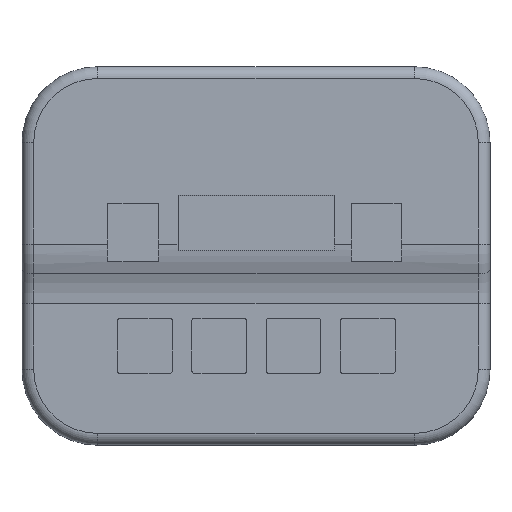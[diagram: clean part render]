
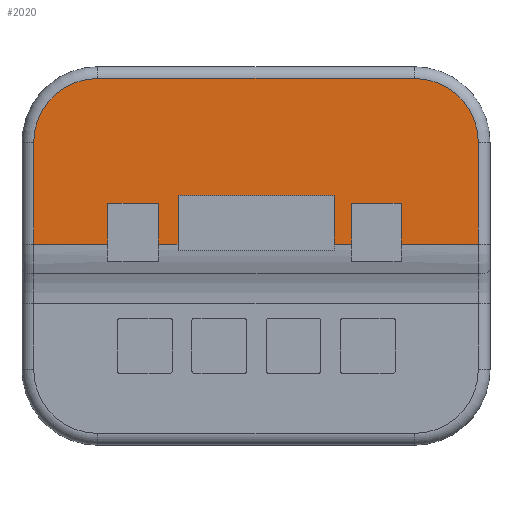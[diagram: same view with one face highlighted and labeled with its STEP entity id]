
A CAD part, top view. The second image highlights one B-rep face of the part: STEP entity #2020.
In plain terms, the highlighted planar face has unit normal (0, 0, 1).
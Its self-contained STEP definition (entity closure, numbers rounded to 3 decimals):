
#42=CARTESIAN_POINT('',(87.2,52.,16.));
#43=VERTEX_POINT('',#42);
#50=CARTESIAN_POINT('',(74.5,52.,16.));
#51=VERTEX_POINT('',#50);
#52=CARTESIAN_POINT('',(74.5,52.,16.));
#53=DIRECTION('',(1.,0.,-0.));
#54=VECTOR('',#53,12.7);
#55=LINE('',#52,#54);
#56=EDGE_CURVE('',#51,#43,#55,.T.);
#82=CARTESIAN_POINT('',(87.2,41.536,16.));
#83=VERTEX_POINT('',#82);
#91=CARTESIAN_POINT('',(87.2,52.,16.));
#92=DIRECTION('',(0.,-1.,0.));
#93=VECTOR('',#92,10.464);
#94=LINE('',#91,#93);
#95=EDGE_CURVE('',#43,#83,#94,.T.);
#855=CARTESIAN_POINT('',(70.,54.,16.));
#856=VERTEX_POINT('',#855);
#863=CARTESIAN_POINT('',(30.,54.,16.));
#864=VERTEX_POINT('',#863);
#865=CARTESIAN_POINT('',(30.,54.,16.));
#866=DIRECTION('',(1.,0.,-0.));
#867=VECTOR('',#866,40.);
#868=LINE('',#865,#867);
#869=EDGE_CURVE('',#864,#856,#868,.T.);
#895=CARTESIAN_POINT('',(70.,41.536,16.));
#896=VERTEX_POINT('',#895);
#904=CARTESIAN_POINT('',(70.,54.,16.));
#905=DIRECTION('',(0.,-1.,0.));
#906=VECTOR('',#905,12.464);
#907=LINE('',#904,#906);
#908=EDGE_CURVE('',#856,#896,#907,.T.);
#1200=CARTESIAN_POINT('',(25.,52.,16.));
#1201=VERTEX_POINT('',#1200);
#1208=CARTESIAN_POINT('',(12.,52.,16.));
#1209=VERTEX_POINT('',#1208);
#1210=CARTESIAN_POINT('',(12.,52.,16.));
#1211=DIRECTION('',(1.,0.,-0.));
#1212=VECTOR('',#1211,13.);
#1213=LINE('',#1210,#1212);
#1214=EDGE_CURVE('',#1209,#1201,#1213,.T.);
#1240=CARTESIAN_POINT('',(25.,41.536,16.));
#1241=VERTEX_POINT('',#1240);
#1249=CARTESIAN_POINT('',(25.,52.,16.));
#1250=DIRECTION('',(0.,-1.,0.));
#1251=VECTOR('',#1250,10.464);
#1252=LINE('',#1249,#1251);
#1253=EDGE_CURVE('',#1201,#1241,#1252,.T.);
#1555=CARTESIAN_POINT('',(30.,41.536,16.));
#1556=VERTEX_POINT('',#1555);
#1557=CARTESIAN_POINT('',(30.,41.536,16.));
#1558=DIRECTION('',(0.,1.,0.));
#1559=VECTOR('',#1558,12.464);
#1560=LINE('',#1557,#1559);
#1561=EDGE_CURVE('',#1556,#864,#1560,.T.);
#1608=CARTESIAN_POINT('',(12.,41.536,16.));
#1609=VERTEX_POINT('',#1608);
#1610=CARTESIAN_POINT('',(12.,41.536,16.));
#1611=DIRECTION('',(0.,1.,0.));
#1612=VECTOR('',#1611,10.464);
#1613=LINE('',#1610,#1612);
#1614=EDGE_CURVE('',#1609,#1209,#1613,.T.);
#1639=CARTESIAN_POINT('',(74.5,41.536,16.));
#1640=VERTEX_POINT('',#1639);
#1641=CARTESIAN_POINT('',(74.5,41.536,16.));
#1642=DIRECTION('',(0.,1.,0.));
#1643=VECTOR('',#1642,10.464);
#1644=LINE('',#1641,#1643);
#1645=EDGE_CURVE('',#1640,#51,#1644,.T.);
#1936=CARTESIAN_POINT('',(0.,0.,16.));
#1937=DIRECTION('',(0.,0.,1.));
#1938=DIRECTION('',(1.,0.,0.));
#1939=AXIS2_PLACEMENT_3D('',#1936,#1937,#1938);
#1940=PLANE('',#1939);
#1941=CARTESIAN_POINT('',(107.,41.536,16.));
#1942=VERTEX_POINT('',#1941);
#1943=CARTESIAN_POINT('',(87.2,41.536,16.));
#1944=DIRECTION('',(1.,-0.,-0.));
#1945=VECTOR('',#1944,19.8);
#1946=LINE('',#1943,#1945);
#1947=EDGE_CURVE('',#83,#1942,#1946,.T.);
#1948=ORIENTED_EDGE('',*,*,#1947,.T.);
#1949=CARTESIAN_POINT('',(107.,67.58,16.));
#1950=VERTEX_POINT('',#1949);
#1951=CARTESIAN_POINT('',(107.,41.536,16.));
#1952=DIRECTION('',(0.,1.,0.));
#1953=VECTOR('',#1952,26.044);
#1954=LINE('',#1951,#1953);
#1955=EDGE_CURVE('',#1942,#1950,#1954,.T.);
#1956=ORIENTED_EDGE('',*,*,#1955,.T.);
#1957=CARTESIAN_POINT('',(90.58,84.,16.));
#1958=VERTEX_POINT('',#1957);
#1959=CARTESIAN_POINT('',(90.58,67.58,16.));
#1960=DIRECTION('',(0.,0.,1.));
#1961=DIRECTION('',(1.,0.,-0.));
#1962=AXIS2_PLACEMENT_3D('',#1959,#1960,#1961);
#1963=CIRCLE('',#1962,16.42);
#1964=EDGE_CURVE('',#1950,#1958,#1963,.T.);
#1965=ORIENTED_EDGE('',*,*,#1964,.T.);
#1966=CARTESIAN_POINT('',(9.42,84.,16.));
#1967=VERTEX_POINT('',#1966);
#1968=CARTESIAN_POINT('',(90.58,84.,16.));
#1969=DIRECTION('',(-1.,0.,0.));
#1970=VECTOR('',#1969,81.16);
#1971=LINE('',#1968,#1970);
#1972=EDGE_CURVE('',#1958,#1967,#1971,.T.);
#1973=ORIENTED_EDGE('',*,*,#1972,.T.);
#1974=CARTESIAN_POINT('',(-7.,67.58,16.));
#1975=VERTEX_POINT('',#1974);
#1976=CARTESIAN_POINT('',(9.42,67.58,16.));
#1977=DIRECTION('',(0.,0.,1.));
#1978=DIRECTION('',(1.,0.,-0.));
#1979=AXIS2_PLACEMENT_3D('',#1976,#1977,#1978);
#1980=CIRCLE('',#1979,16.42);
#1981=EDGE_CURVE('',#1967,#1975,#1980,.T.);
#1982=ORIENTED_EDGE('',*,*,#1981,.T.);
#1983=CARTESIAN_POINT('',(-7.,41.536,16.));
#1984=VERTEX_POINT('',#1983);
#1985=CARTESIAN_POINT('',(-7.,67.58,16.));
#1986=DIRECTION('',(0.,-1.,0.));
#1987=VECTOR('',#1986,26.044);
#1988=LINE('',#1985,#1987);
#1989=EDGE_CURVE('',#1975,#1984,#1988,.T.);
#1990=ORIENTED_EDGE('',*,*,#1989,.T.);
#1991=CARTESIAN_POINT('',(-7.,41.536,16.));
#1992=DIRECTION('',(1.,-0.,-0.));
#1993=VECTOR('',#1992,19.);
#1994=LINE('',#1991,#1993);
#1995=EDGE_CURVE('',#1984,#1609,#1994,.T.);
#1996=ORIENTED_EDGE('',*,*,#1995,.T.);
#1997=ORIENTED_EDGE('',*,*,#1614,.T.);
#1998=ORIENTED_EDGE('',*,*,#1214,.T.);
#1999=ORIENTED_EDGE('',*,*,#1253,.T.);
#2000=CARTESIAN_POINT('',(25.,41.536,16.));
#2001=DIRECTION('',(1.,-0.,-0.));
#2002=VECTOR('',#2001,5.);
#2003=LINE('',#2000,#2002);
#2004=EDGE_CURVE('',#1241,#1556,#2003,.T.);
#2005=ORIENTED_EDGE('',*,*,#2004,.T.);
#2006=ORIENTED_EDGE('',*,*,#1561,.T.);
#2007=ORIENTED_EDGE('',*,*,#869,.T.);
#2008=ORIENTED_EDGE('',*,*,#908,.T.);
#2009=CARTESIAN_POINT('',(70.,41.536,16.));
#2010=DIRECTION('',(1.,-0.,-0.));
#2011=VECTOR('',#2010,4.5);
#2012=LINE('',#2009,#2011);
#2013=EDGE_CURVE('',#896,#1640,#2012,.T.);
#2014=ORIENTED_EDGE('',*,*,#2013,.T.);
#2015=ORIENTED_EDGE('',*,*,#1645,.T.);
#2016=ORIENTED_EDGE('',*,*,#56,.T.);
#2017=ORIENTED_EDGE('',*,*,#95,.T.);
#2018=EDGE_LOOP('',(#1948,#1956,#1965,#1973,#1982,#1990,#1996,#1997,#1998,#1999,#2005,#2006,#2007,#2008,#2014,#2015,#2016,#2017));
#2019=FACE_BOUND('',#2018,.T.);
#2020=ADVANCED_FACE('',(#2019),#1940,.T.);
